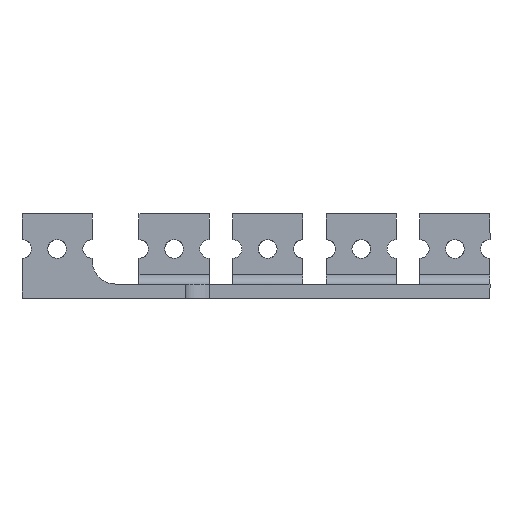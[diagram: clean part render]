
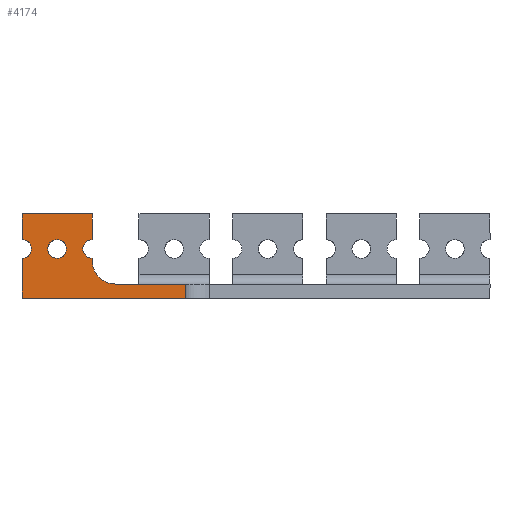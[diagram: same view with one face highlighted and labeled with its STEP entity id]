
A CAD part, front view. The second image highlights one B-rep face of the part: STEP entity #4174.
In plain terms, the highlighted planar face has unit normal (0, -1, 0).
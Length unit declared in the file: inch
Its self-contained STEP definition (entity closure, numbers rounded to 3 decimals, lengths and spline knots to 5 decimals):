
#140 = DIRECTION ( 'NONE',  ( 0., -1., 0. ) ) ;
#142 = CARTESIAN_POINT ( 'NONE',  ( -0.54585, 0.65483, 3.09796 ) ) ;
#175 = CIRCLE ( 'NONE', #8600, 0.07874 ) ;
#194 = VERTEX_POINT ( 'NONE', #3376 ) ;
#199 = CARTESIAN_POINT ( 'NONE',  ( 1.637, 0.65483, 3.68851 ) ) ;
#289 = EDGE_LOOP ( 'NONE', ( #2808, #9609 ) ) ;
#296 = AXIS2_PLACEMENT_3D ( 'NONE', #2724, #7789, #3597 ) ;
#403 = ORIENTED_EDGE ( 'NONE', *, *, #5356, .T. ) ;
#545 = VECTOR ( 'NONE', #5581, 39.37008 ) ;
#871 = DIRECTION ( 'NONE',  ( 0., 0., -1. ) ) ;
#902 = DIRECTION ( 'NONE',  ( 0., -1., 0. ) ) ;
#930 = VECTOR ( 'NONE', #10034, 39.37008 ) ;
#955 = AXIS2_PLACEMENT_3D ( 'NONE', #2535, #1716, #871 ) ;
#1125 = PLANE ( 'NONE',  #296 ) ;
#1191 = VERTEX_POINT ( 'NONE', #9592 ) ;
#1403 = AXIS2_PLACEMENT_3D ( 'NONE', #5469, #3839, #7164 ) ;
#1687 = CARTESIAN_POINT ( 'NONE',  ( 0.0447, 0.65483, 3.3145 ) ) ;
#1716 = DIRECTION ( 'NONE',  ( 0., 1., 0. ) ) ;
#2118 = VERTEX_POINT ( 'NONE', #4826 ) ;
#2196 = LINE ( 'NONE', #6840, #930 ) ;
#2434 = VECTOR ( 'NONE', #5601, 39.37008 ) ;
#2462 = EDGE_CURVE ( 'NONE', #1191, #6980, #8811, .T. ) ;
#2495 = CARTESIAN_POINT ( 'NONE',  ( 0.0447, 0.65483, 3.47198 ) ) ;
#2535 = CARTESIAN_POINT ( 'NONE',  ( 0.24155, 0.65483, 3.29481 ) ) ;
#2711 = EDGE_LOOP ( 'NONE', ( #4271, #8503, #6914, #2922, #5689, #8268, #5313, #7277, #3049, #2807, #403 ) ) ;
#2724 = CARTESIAN_POINT ( 'NONE',  ( 1.637, 0.65483, 3.09796 ) ) ;
#2727 = CIRCLE ( 'NONE', #955, 0.19685 ) ;
#2768 = LINE ( 'NONE', #2995, #545 ) ;
#2807 = ORIENTED_EDGE ( 'NONE', *, *, #4634, .F. ) ;
#2808 = ORIENTED_EDGE ( 'NONE', *, *, #9050, .F. ) ;
#2922 = ORIENTED_EDGE ( 'NONE', *, *, #2462, .T. ) ;
#2995 = CARTESIAN_POINT ( 'NONE',  ( 0.0447, 0.65483, 3.09796 ) ) ;
#3049 = ORIENTED_EDGE ( 'NONE', *, *, #6755, .T. ) ;
#3147 = CARTESIAN_POINT ( 'NONE',  ( -0.54585, 0.65483, 2.97985 ) ) ;
#3233 = FACE_BOUND ( 'NONE', #289, .T. ) ;
#3376 = CARTESIAN_POINT ( 'NONE',  ( -0.25058, 0.65483, 3.3145 ) ) ;
#3456 = CARTESIAN_POINT ( 'NONE',  ( -0.25058, 0.65483, 3.39324 ) ) ;
#3571 = CARTESIAN_POINT ( 'NONE',  ( 0.8321, 0.65483, 3.09796 ) ) ;
#3597 = DIRECTION ( 'NONE',  ( 0., 0., -1. ) ) ;
#3623 = DIRECTION ( 'NONE',  ( 1., 0., 0. ) ) ;
#3629 = VECTOR ( 'NONE', #4253, 39.37008 ) ;
#3839 = DIRECTION ( 'NONE',  ( 0., -1., 0. ) ) ;
#4174 = ADVANCED_FACE ( 'NONE', ( #7667, #3233 ), #1125, .T. ) ;
#4218 = EDGE_CURVE ( 'NONE', #2118, #6812, #9857, .T. ) ;
#4253 = DIRECTION ( 'NONE',  ( 0., 0., -1. ) ) ;
#4271 = ORIENTED_EDGE ( 'NONE', *, *, #4218, .F. ) ;
#4475 = DIRECTION ( 'NONE',  ( 0., 0., 1. ) ) ;
#4554 = AXIS2_PLACEMENT_3D ( 'NONE', #5782, #902, #5065 ) ;
#4634 = EDGE_CURVE ( 'NONE', #5666, #7947, #6879, .T. ) ;
#4693 = CARTESIAN_POINT ( 'NONE',  ( 1.637, 0.65483, 2.97985 ) ) ;
#4806 = CARTESIAN_POINT ( 'NONE',  ( 0.24155, 0.65483, 3.09796 ) ) ;
#4826 = CARTESIAN_POINT ( 'NONE',  ( -0.54585, 0.65483, 3.3145 ) ) ;
#5065 = DIRECTION ( 'NONE',  ( 0., 0., -1. ) ) ;
#5186 = VERTEX_POINT ( 'NONE', #9170 ) ;
#5313 = ORIENTED_EDGE ( 'NONE', *, *, #7445, .T. ) ;
#5320 = CARTESIAN_POINT ( 'NONE',  ( 0.0447, 0.65483, 3.09796 ) ) ;
#5356 = EDGE_CURVE ( 'NONE', #5666, #6812, #7993, .T. ) ;
#5469 = CARTESIAN_POINT ( 'NONE',  ( -0.54585, 0.65483, 3.39324 ) ) ;
#5581 = DIRECTION ( 'NONE',  ( 0., 0., 1. ) ) ;
#5601 = DIRECTION ( 'NONE',  ( 1., 0., 0. ) ) ;
#5613 = DIRECTION ( 'NONE',  ( 0., -1., 0. ) ) ;
#5649 = VERTEX_POINT ( 'NONE', #3147 ) ;
#5656 = CARTESIAN_POINT ( 'NONE',  ( -0.54585, 0.65483, 3.68851 ) ) ;
#5666 = VERTEX_POINT ( 'NONE', #5656 ) ;
#5689 = ORIENTED_EDGE ( 'NONE', *, *, #8431, .T. ) ;
#5782 = CARTESIAN_POINT ( 'NONE',  ( -0.25058, 0.65483, 3.39324 ) ) ;
#5971 = DIRECTION ( 'NONE',  ( 0., 0., -1. ) ) ;
#6045 = CIRCLE ( 'NONE', #4554, 0.07874 ) ;
#6230 = VERTEX_POINT ( 'NONE', #9611 ) ;
#6234 = LINE ( 'NONE', #4693, #2434 ) ;
#6277 = LINE ( 'NONE', #5320, #9023 ) ;
#6321 = EDGE_CURVE ( 'NONE', #10009, #7657, #175, .T. ) ;
#6501 = CARTESIAN_POINT ( 'NONE',  ( 0.0447, 0.65483, 3.39324 ) ) ;
#6614 = VECTOR ( 'NONE', #3623, 39.37008 ) ;
#6755 = EDGE_CURVE ( 'NONE', #10009, #7947, #6277, .T. ) ;
#6812 = VERTEX_POINT ( 'NONE', #8664 ) ;
#6840 = CARTESIAN_POINT ( 'NONE',  ( 1.637, 0.65483, 3.09796 ) ) ;
#6879 = LINE ( 'NONE', #199, #6614 ) ;
#6914 = ORIENTED_EDGE ( 'NONE', *, *, #10210, .T. ) ;
#6980 = VERTEX_POINT ( 'NONE', #8106 ) ;
#7018 = VERTEX_POINT ( 'NONE', #4806 ) ;
#7103 = EDGE_CURVE ( 'NONE', #5186, #194, #6045, .T. ) ;
#7148 = LINE ( 'NONE', #142, #3629 ) ;
#7164 = DIRECTION ( 'NONE',  ( 0., 0., -1. ) ) ;
#7277 = ORIENTED_EDGE ( 'NONE', *, *, #6321, .F. ) ;
#7445 = EDGE_CURVE ( 'NONE', #6230, #7657, #2768, .T. ) ;
#7657 = VERTEX_POINT ( 'NONE', #1687 ) ;
#7667 = FACE_OUTER_BOUND ( 'NONE', #2711, .T. ) ;
#7716 = AXIS2_PLACEMENT_3D ( 'NONE', #3456, #140, #5971 ) ;
#7789 = DIRECTION ( 'NONE',  ( 0., -1., 0. ) ) ;
#7802 = DIRECTION ( 'NONE',  ( 0., 0., 1. ) ) ;
#7889 = VECTOR ( 'NONE', #7802, 39.37008 ) ;
#7947 = VERTEX_POINT ( 'NONE', #8142 ) ;
#7993 = LINE ( 'NONE', #9279, #8269 ) ;
#8106 = CARTESIAN_POINT ( 'NONE',  ( 0.8321, 0.65483, 3.09796 ) ) ;
#8142 = CARTESIAN_POINT ( 'NONE',  ( 0.0447, 0.65483, 3.68851 ) ) ;
#8268 = ORIENTED_EDGE ( 'NONE', *, *, #9933, .T. ) ;
#8269 = VECTOR ( 'NONE', #8403, 39.37008 ) ;
#8403 = DIRECTION ( 'NONE',  ( 0., 0., -1. ) ) ;
#8431 = EDGE_CURVE ( 'NONE', #6980, #7018, #2196, .T. ) ;
#8503 = ORIENTED_EDGE ( 'NONE', *, *, #10390, .T. ) ;
#8600 = AXIS2_PLACEMENT_3D ( 'NONE', #6501, #5613, #10684 ) ;
#8664 = CARTESIAN_POINT ( 'NONE',  ( -0.54585, 0.65483, 3.47198 ) ) ;
#8811 = LINE ( 'NONE', #3571, #7889 ) ;
#9023 = VECTOR ( 'NONE', #4475, 39.37008 ) ;
#9050 = EDGE_CURVE ( 'NONE', #194, #5186, #10167, .T. ) ;
#9170 = CARTESIAN_POINT ( 'NONE',  ( -0.25058, 0.65483, 3.47198 ) ) ;
#9279 = CARTESIAN_POINT ( 'NONE',  ( -0.54585, 0.65483, 3.09796 ) ) ;
#9592 = CARTESIAN_POINT ( 'NONE',  ( 0.8321, 0.65483, 2.97985 ) ) ;
#9609 = ORIENTED_EDGE ( 'NONE', *, *, #7103, .F. ) ;
#9611 = CARTESIAN_POINT ( 'NONE',  ( 0.0447, 0.65483, 3.29481 ) ) ;
#9857 = CIRCLE ( 'NONE', #1403, 0.07874 ) ;
#9933 = EDGE_CURVE ( 'NONE', #7018, #6230, #2727, .T. ) ;
#10009 = VERTEX_POINT ( 'NONE', #2495 ) ;
#10034 = DIRECTION ( 'NONE',  ( -1., 0., 0. ) ) ;
#10167 = CIRCLE ( 'NONE', #7716, 0.07874 ) ;
#10210 = EDGE_CURVE ( 'NONE', #5649, #1191, #6234, .T. ) ;
#10390 = EDGE_CURVE ( 'NONE', #2118, #5649, #7148, .T. ) ;
#10684 = DIRECTION ( 'NONE',  ( 0., 0., -1. ) ) ;
